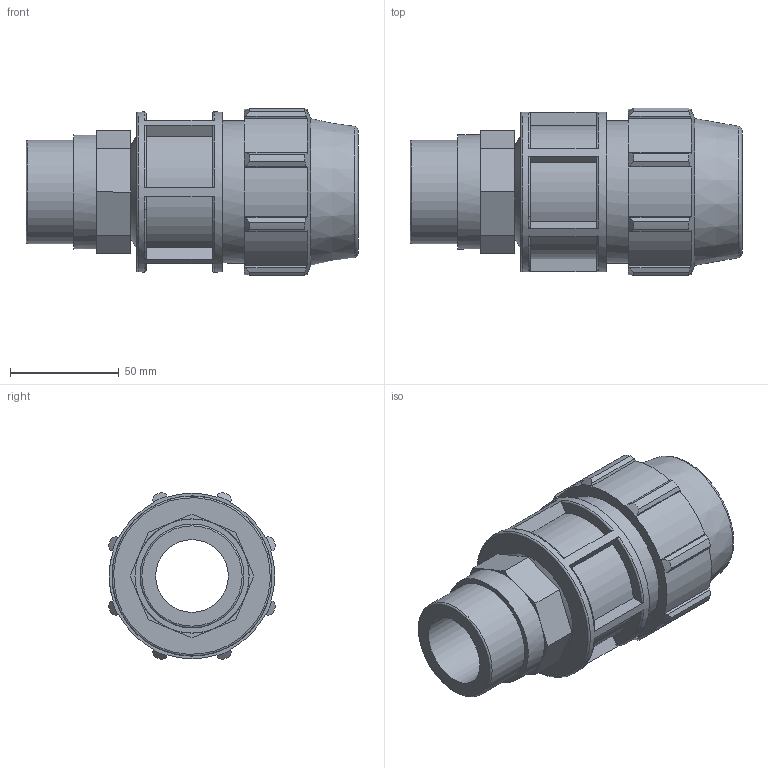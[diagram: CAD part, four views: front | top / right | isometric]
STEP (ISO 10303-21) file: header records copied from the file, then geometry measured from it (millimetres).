
FILE_DESCRIPTION(/* description */ ('PLASSON MALE ADAPTOR INTEGRAL BRASS THREAD 40-1.1/2"'),/* implementation_level */ '2;1');
FILE_NAME(/* name */ '077200040015_187200040015_0772060400150A.ipt.stp',/* time_stamp */ '2017-06-06T17:43:48+03:00',/* author */ ('KIM'),/* organization */ (''),/* preprocessor_version */ 'ST-DEVELOPER v15.6',/* originating_system */ 'Autodesk Inventor 2015',/* authorisation */ '');
FILE_SCHEMA (('AUTOMOTIVE_DESIGN { 1 0 10303 214 3 1 1 }'));
Length unit declared in the file: millimetre
Products named in the file (1): 077200040015_187200040015_0772060400150A
Bounding box: 153 x 77.16 x 77.16 mm (x, y, z)
Volume: 308758.9 mm3; surface area: 63498.9 mm2
Topology: 1 solids, 1 shells, 137 faces, 356 edges, 233 vertices
Faces by surface type: plane 81, cylinder 28, torus 15, cone 13
Full cylindrical faces by diameter (mm): 33.462 x1, 40 x1, 47.803 x1, 52.583 x1, 65.6 x1, 73.8 x1
Entity records: 4381 total; most frequent: CARTESIAN_POINT 984, ORIENTED_EDGE 674, DIRECTION 662, EDGE_CURVE 337, AXIS2_PLACEMENT_3D 243, VERTEX_POINT 229, LINE 176, VECTOR 176
